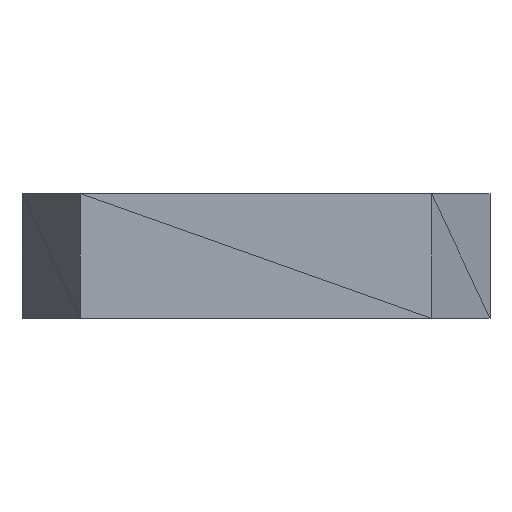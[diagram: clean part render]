
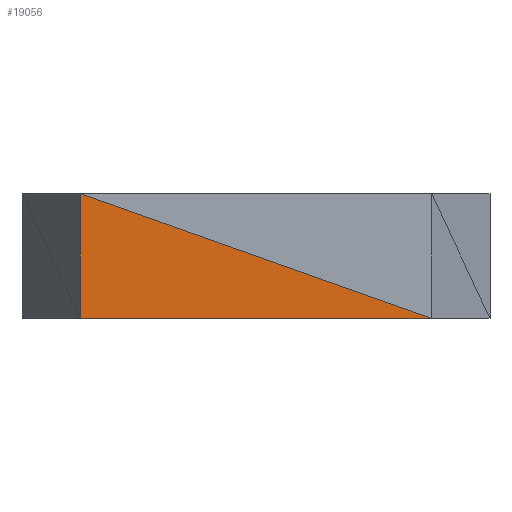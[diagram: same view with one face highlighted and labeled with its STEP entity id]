
A CAD part, front view. The second image highlights one B-rep face of the part: STEP entity #19056.
In plain terms, the highlighted face is planar.
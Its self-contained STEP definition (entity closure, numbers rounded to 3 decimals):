
#9905 = VERTEX_POINT('',#9906);
#9906 = CARTESIAN_POINT('',(-11.258,-26.5,8.));
#9915 = PLANE('',#9916);
#9916 = AXIS2_PLACEMENT_3D('',#9917,#9918,#9919);
#9917 = CARTESIAN_POINT('',(-12.563,-24.24,
    5.132));
#9918 = DIRECTION('',(-0.866,-0.5,
    0.));
#9919 = DIRECTION('',(0.5,-0.866,0.)
  );
#9939 = VERTEX_POINT('',#9940);
#9940 = CARTESIAN_POINT('',(-11.258,-26.5,0.));
#9965 = EDGE_CURVE('',#9939,#9905,#9966,.T.);
#9966 = SURFACE_CURVE('',#9967,(#9971,#9978),.PCURVE_S1.);
#9967 = LINE('',#9968,#9969);
#9968 = CARTESIAN_POINT('',(-11.258,-26.5,0.));
#9969 = VECTOR('',#9970,1.);
#9970 = DIRECTION('',(0.,0.,1.));
#9971 = PCURVE('',#9915,#9972);
#9972 = DEFINITIONAL_REPRESENTATION('',(#9973),#9977);
#9973 = LINE('',#9974,#9975);
#9974 = CARTESIAN_POINT('',(2.609,-5.132));
#9975 = VECTOR('',#9976,1.);
#9976 = DIRECTION('',(0.,1.));
#9977 = ( GEOMETRIC_REPRESENTATION_CONTEXT(2) 
PARAMETRIC_REPRESENTATION_CONTEXT() REPRESENTATION_CONTEXT('2D SPACE',''
  ) );
#9978 = PCURVE('',#9979,#9984);
#9979 = PLANE('',#9980);
#9980 = AXIS2_PLACEMENT_3D('',#9981,#9982,#9983);
#9981 = CARTESIAN_POINT('',(-11.258,-26.5,8.));
#9982 = DIRECTION('',(0.,1.,0.));
#9983 = DIRECTION('',(0.,0.,1.));
#9984 = DEFINITIONAL_REPRESENTATION('',(#9985),#9988);
#9985 = B_SPLINE_CURVE_WITH_KNOTS('',1,(#9986,#9987),.UNSPECIFIED.,.F.,
  .F.,(2,2),(0.,8.),.PIECEWISE_BEZIER_KNOTS.);
#9986 = CARTESIAN_POINT('',(-8.,0.));
#9987 = CARTESIAN_POINT('',(0.,0.));
#9988 = ( GEOMETRIC_REPRESENTATION_CONTEXT(2) 
PARAMETRIC_REPRESENTATION_CONTEXT() REPRESENTATION_CONTEXT('2D SPACE',''
  ) );
#15471 = VERTEX_POINT('',#15472);
#15472 = CARTESIAN_POINT('',(11.258,-26.5,0.));
#15927 = PLANE('',#15928);
#15928 = AXIS2_PLACEMENT_3D('',#15929,#15930,#15931);
#15929 = CARTESIAN_POINT('',(-11.258,-26.5,0.));
#15930 = DIRECTION('',(0.,0.,1.));
#15931 = DIRECTION('',(1.,0.,0.));
#15962 = EDGE_CURVE('',#15471,#9939,#15963,.T.);
#15963 = SURFACE_CURVE('',#15964,(#15968,#15975),.PCURVE_S1.);
#15964 = LINE('',#15965,#15966);
#15965 = CARTESIAN_POINT('',(11.258,-26.5,0.));
#15966 = VECTOR('',#15967,1.);
#15967 = DIRECTION('',(-1.,0.,0.));
#15968 = PCURVE('',#15927,#15969);
#15969 = DEFINITIONAL_REPRESENTATION('',(#15970),#15974);
#15970 = LINE('',#15971,#15972);
#15971 = CARTESIAN_POINT('',(22.517,0.));
#15972 = VECTOR('',#15973,1.);
#15973 = DIRECTION('',(-1.,0.));
#15974 = ( GEOMETRIC_REPRESENTATION_CONTEXT(2) 
PARAMETRIC_REPRESENTATION_CONTEXT() REPRESENTATION_CONTEXT('2D SPACE',''
  ) );
#15975 = PCURVE('',#9979,#15976);
#15976 = DEFINITIONAL_REPRESENTATION('',(#15977),#15980);
#15977 = B_SPLINE_CURVE_WITH_KNOTS('',1,(#15978,#15979),.UNSPECIFIED.,
  .F.,.F.,(2,2),(0.,22.517),.PIECEWISE_BEZIER_KNOTS.);
#15978 = CARTESIAN_POINT('',(-8.,22.517));
#15979 = CARTESIAN_POINT('',(-8.,0.));
#15980 = ( GEOMETRIC_REPRESENTATION_CONTEXT(2) 
PARAMETRIC_REPRESENTATION_CONTEXT() REPRESENTATION_CONTEXT('2D SPACE',''
  ) );
#18731 = PLANE('',#18732);
#18732 = AXIS2_PLACEMENT_3D('',#18733,#18734,#18735);
#18733 = CARTESIAN_POINT('',(11.258,-26.5,8.));
#18734 = DIRECTION('',(0.,1.,0.));
#18735 = DIRECTION('',(0.,0.,1.));
#19056 = ADVANCED_FACE('',(#19057),#9979,.T.);
#19057 = FACE_BOUND('',#19058,.F.);
#19058 = EDGE_LOOP('',(#19059,#19060,#19061));
#19059 = ORIENTED_EDGE('',*,*,#9965,.F.);
#19060 = ORIENTED_EDGE('',*,*,#15962,.F.);
#19061 = ORIENTED_EDGE('',*,*,#19062,.T.);
#19062 = EDGE_CURVE('',#15471,#9905,#19063,.T.);
#19063 = SURFACE_CURVE('',#19064,(#19068,#19075),.PCURVE_S1.);
#19064 = LINE('',#19065,#19066);
#19065 = CARTESIAN_POINT('',(11.258,-26.5,0.));
#19066 = VECTOR('',#19067,1.);
#19067 = DIRECTION('',(-0.942,0.,0.335));
#19068 = PCURVE('',#9979,#19069);
#19069 = DEFINITIONAL_REPRESENTATION('',(#19070),#19074);
#19070 = LINE('',#19071,#19072);
#19071 = CARTESIAN_POINT('',(-8.,22.517));
#19072 = VECTOR('',#19073,1.);
#19073 = DIRECTION('',(0.335,-0.942));
#19074 = ( GEOMETRIC_REPRESENTATION_CONTEXT(2) 
PARAMETRIC_REPRESENTATION_CONTEXT() REPRESENTATION_CONTEXT('2D SPACE',''
  ) );
#19075 = PCURVE('',#18731,#19076);
#19076 = DEFINITIONAL_REPRESENTATION('',(#19077),#19080);
#19077 = B_SPLINE_CURVE_WITH_KNOTS('',1,(#19078,#19079),.UNSPECIFIED.,
  .F.,.F.,(2,2),(0.,23.896),.PIECEWISE_BEZIER_KNOTS.);
#19078 = CARTESIAN_POINT('',(-8.,0.));
#19079 = CARTESIAN_POINT('',(0.,-22.517));
#19080 = ( GEOMETRIC_REPRESENTATION_CONTEXT(2) 
PARAMETRIC_REPRESENTATION_CONTEXT() REPRESENTATION_CONTEXT('2D SPACE',''
  ) );
